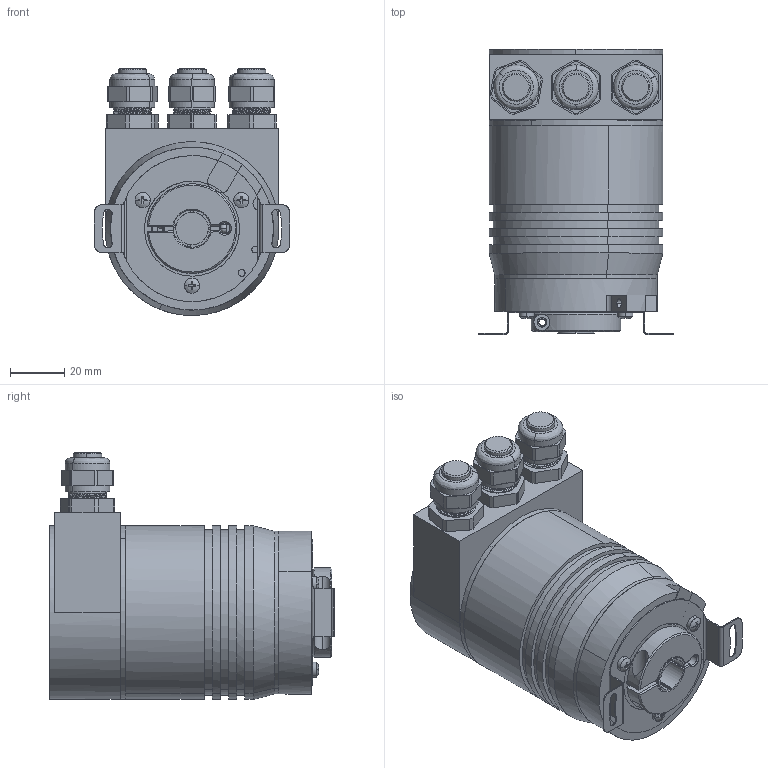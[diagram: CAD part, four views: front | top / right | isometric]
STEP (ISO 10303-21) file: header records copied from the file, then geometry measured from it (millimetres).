
FILE_DESCRIPTION (( 'STEP AP214' ), '1' );
FILE_NAME ('PAMM58W12-BF6XXR-4096-8192.STEP', '2024-04-12T08:10:30', ( '' ), ( '' ), 'SwSTEP 2.0', 'SolidWorks 2023', '' );
FILE_SCHEMA (( 'AUTOMOTIVE_DESIGN' ));
Length unit declared in the file: millimetre
Products named in the file (1): PAMM58W12-BF6XXR-4096-8192
Bounding box: 72 x 105 x 91 mm (x, y, z)
Surface area: 93656.1 mm2 (no closed solid volume)
Topology: 0 solids, 26 shells, 861 faces, 2432 edges, 1518 vertices
Faces by surface type: cylinder 365, plane 294, torus 78, cone 60, sphere 48, bspline 16
Full cylindrical faces by diameter (mm): 14.654 x3
Entity records: 56278 total; most frequent: CARTESIAN_POINT 32439, ORIENTED_EDGE 4603, EDGE_CURVE 2321, B_SPLINE_CURVE_WITH_KNOTS 2279, DIRECTION 1704, VERTEX_POINT 1518, EDGE_LOOP 987, FACE_OUTER_BOUND 864
